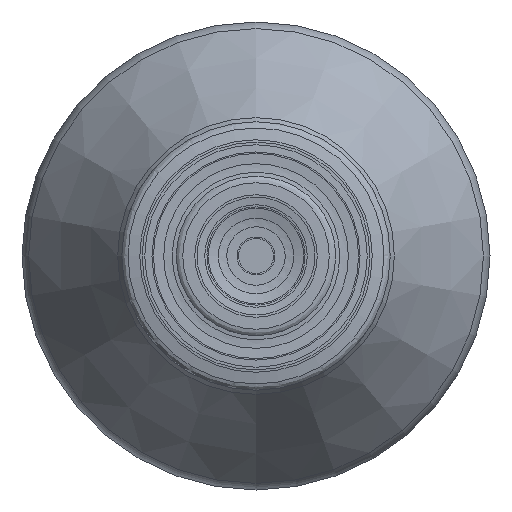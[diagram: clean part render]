
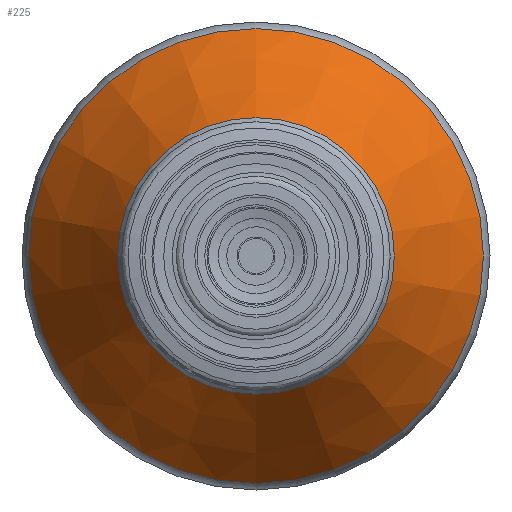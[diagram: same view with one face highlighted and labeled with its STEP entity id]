
A CAD part, left-side view. The second image highlights one B-rep face of the part: STEP entity #225.
In plain terms, the highlighted conical face has half-angle 32.856 degrees and reference radius 16.52 mm.
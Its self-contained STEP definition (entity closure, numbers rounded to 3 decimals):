
#203=CONICAL_SURFACE('',#891,16.52,32.856);
#225=ADVANCED_FACE('',(#312,#313),#203,.T.);
#312=FACE_BOUND('',#437,.T.);
#313=FACE_BOUND('',#438,.T.);
#437=EDGE_LOOP('',(#565));
#438=EDGE_LOOP('',(#566));
#565=ORIENTED_EDGE('',*,*,#743,.T.);
#566=ORIENTED_EDGE('',*,*,#742,.F.);
#678=VERTEX_POINT('',#1240);
#679=VERTEX_POINT('',#1243);
#742=EDGE_CURVE('',#678,#678,#806,.T.);
#743=EDGE_CURVE('',#679,#679,#807,.T.);
#806=CIRCLE('',#888,16.52);
#807=CIRCLE('',#890,10.05);
#888=AXIS2_PLACEMENT_3D('',#1239,#1008,#1009);
#890=AXIS2_PLACEMENT_3D('',#1242,#1012,#1013);
#891=AXIS2_PLACEMENT_3D('',#1244,#1014,#1015);
#1008=DIRECTION('',(1.,0.,0.));
#1009=DIRECTION('',(0.,0.,1.));
#1012=DIRECTION('',(1.,0.,0.));
#1013=DIRECTION('',(0.,0.,1.));
#1014=DIRECTION('',(1.,0.,0.));
#1015=DIRECTION('',(0.,0.,-1.));
#1239=CARTESIAN_POINT('',(73.257,0.,0.));
#1240=CARTESIAN_POINT('',(73.257,0.,16.52));
#1242=CARTESIAN_POINT('',(63.238,0.,0.));
#1243=CARTESIAN_POINT('',(63.238,0.,10.05));
#1244=CARTESIAN_POINT('',(73.257,0.,0.));
